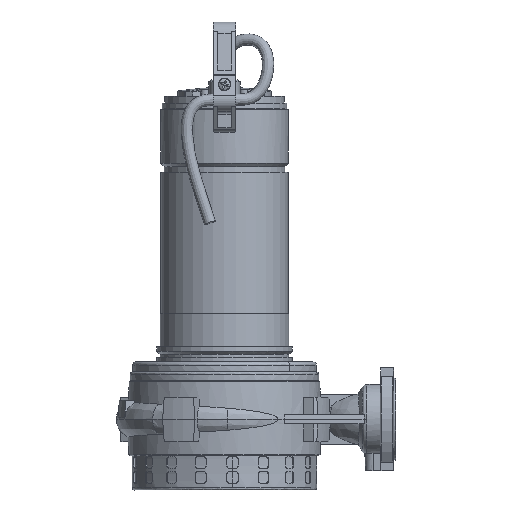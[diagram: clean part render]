
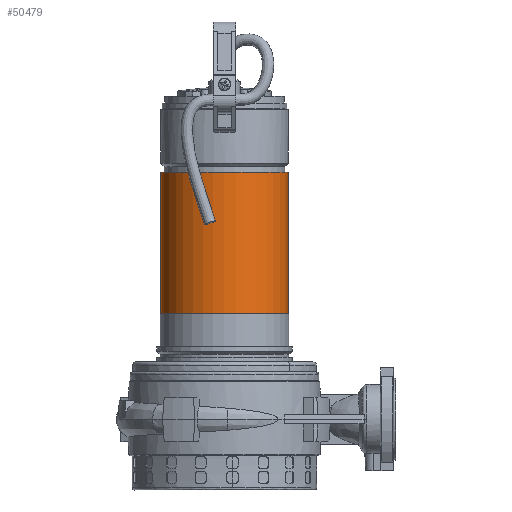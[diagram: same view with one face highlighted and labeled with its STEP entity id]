
A CAD part, front view. The second image highlights one B-rep face of the part: STEP entity #50479.
In plain terms, the highlighted cylindrical face has radius 56 mm (diameter 112 mm), a partial arc.
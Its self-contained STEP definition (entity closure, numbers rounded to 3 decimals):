
#1024 = DIRECTION ( 'NONE',  ( 0., -1., 0. ) ) ;
#4761 = CARTESIAN_POINT ( 'NONE',  ( 0., 51., -56. ) ) ;
#4934 = CARTESIAN_POINT ( 'NONE',  ( 0., 51., 56. ) ) ;
#5931 = VERTEX_POINT ( 'NONE', #4934 ) ;
#6643 = VECTOR ( 'NONE', #1024, 1000. ) ;
#6815 = LINE ( 'NONE', #68004, #6643 ) ;
#10413 = LINE ( 'NONE', #22726, #28961 ) ;
#12069 = CARTESIAN_POINT ( 'NONE',  ( 0., 175., 0. ) ) ;
#15943 = EDGE_CURVE ( 'NONE', #58246, #34856, #21957, .T. ) ;
#17650 = CARTESIAN_POINT ( 'NONE',  ( 0., 175., 0. ) ) ;
#21957 = CIRCLE ( 'NONE', #58889, 56. ) ;
#22726 = CARTESIAN_POINT ( 'NONE',  ( 0., 175., -56. ) ) ;
#24169 = CARTESIAN_POINT ( 'NONE',  ( 0., 175., 56. ) ) ;
#28733 = EDGE_CURVE ( 'NONE', #5931, #68198, #60774, .T. ) ;
#28961 = VECTOR ( 'NONE', #49146, 1000. ) ;
#32565 = EDGE_CURVE ( 'NONE', #34856, #5931, #6815, .T. ) ;
#34504 = ORIENTED_EDGE ( 'NONE', *, *, #32565, .T. ) ;
#34856 = VERTEX_POINT ( 'NONE', #24169 ) ;
#37294 = ORIENTED_EDGE ( 'NONE', *, *, #70986, .F. ) ;
#38513 = ORIENTED_EDGE ( 'NONE', *, *, #15943, .T. ) ;
#39233 = FACE_OUTER_BOUND ( 'NONE', #68420, .T. ) ;
#39971 = AXIS2_PLACEMENT_3D ( 'NONE', #47528, #51575, #58407 ) ;
#41133 = DIRECTION ( 'NONE',  ( 0., -1., 0. ) ) ;
#44265 = ORIENTED_EDGE ( 'NONE', *, *, #28733, .T. ) ;
#44298 = DIRECTION ( 'NONE',  ( 0., 0., -1. ) ) ;
#47528 = CARTESIAN_POINT ( 'NONE',  ( 0., 51., 0. ) ) ;
#49146 = DIRECTION ( 'NONE',  ( 0., -1., 0. ) ) ;
#50479 = ADVANCED_FACE ( 'NONE', ( #39233 ), #61688, .T. ) ;
#51575 = DIRECTION ( 'NONE',  ( 0., 1., 0. ) ) ;
#54450 = DIRECTION ( 'NONE',  ( 0., -1., 0. ) ) ;
#55062 = AXIS2_PLACEMENT_3D ( 'NONE', #12069, #54450, #44298 ) ;
#58044 = CARTESIAN_POINT ( 'NONE',  ( 0., 175., -56. ) ) ;
#58246 = VERTEX_POINT ( 'NONE', #58044 ) ;
#58407 = DIRECTION ( 'NONE',  ( 0., 0., -1. ) ) ;
#58889 = AXIS2_PLACEMENT_3D ( 'NONE', #17650, #41133, #63226 ) ;
#60774 = CIRCLE ( 'NONE', #39971, 56. ) ;
#61688 = CYLINDRICAL_SURFACE ( 'NONE', #55062, 56. ) ;
#63226 = DIRECTION ( 'NONE',  ( 0., 0., -1. ) ) ;
#68004 = CARTESIAN_POINT ( 'NONE',  ( 0., 175., 56. ) ) ;
#68198 = VERTEX_POINT ( 'NONE', #4761 ) ;
#68420 = EDGE_LOOP ( 'NONE', ( #38513, #34504, #44265, #37294 ) ) ;
#70986 = EDGE_CURVE ( 'NONE', #58246, #68198, #10413, .T. ) ;
